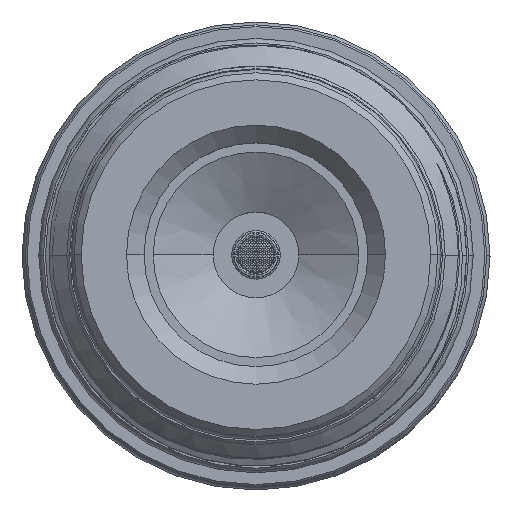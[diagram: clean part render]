
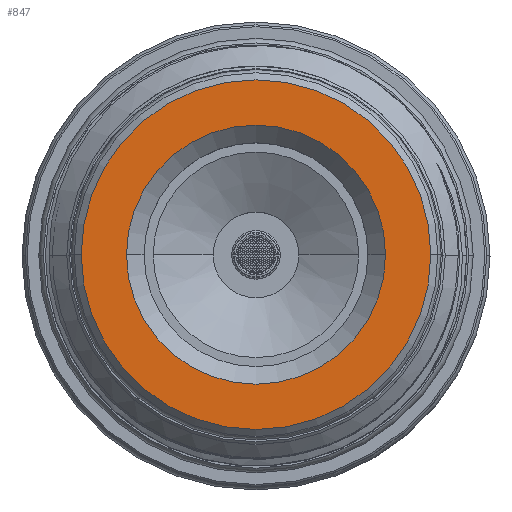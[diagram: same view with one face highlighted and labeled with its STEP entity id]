
A CAD part, top view. The second image highlights one B-rep face of the part: STEP entity #847.
In plain terms, the highlighted planar face has unit normal (0, 0, 1).
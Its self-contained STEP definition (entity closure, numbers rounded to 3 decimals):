
#346 = PLANE ( 'NONE',  #21783 ) ;
#847 = ADVANCED_FACE ( 'NONE', ( #10629, #42653 ), #346, .F. ) ;
#3449 = DIRECTION ( 'NONE',  ( -1., 0., 0. ) ) ;
#3705 = CARTESIAN_POINT ( 'NONE',  ( 0., 0., 89.528 ) ) ;
#7888 = DIRECTION ( 'NONE',  ( 0., 0., -1. ) ) ;
#8392 = AXIS2_PLACEMENT_3D ( 'NONE', #24050, #47743, #19973 ) ;
#10366 = AXIS2_PLACEMENT_3D ( 'NONE', #3705, #31755, #26666 ) ;
#10629 = FACE_BOUND ( 'NONE', #11357, .T. ) ;
#11357 = EDGE_LOOP ( 'NONE', ( #12645, #32211 ) ) ;
#12645 = ORIENTED_EDGE ( 'NONE', *, *, #50525, .T. ) ;
#13274 = AXIS2_PLACEMENT_3D ( 'NONE', #56743, #28992, #14915 ) ;
#14915 = DIRECTION ( 'NONE',  ( -1., 0., 0. ) ) ;
#18341 = CIRCLE ( 'NONE', #13274, 19.84 ) ;
#19308 = ORIENTED_EDGE ( 'NONE', *, *, #47968, .F. ) ;
#19336 = CARTESIAN_POINT ( 'NONE',  ( 14.7, 0., 89.528 ) ) ;
#19973 = DIRECTION ( 'NONE',  ( -1., 0., 0. ) ) ;
#20853 = CIRCLE ( 'NONE', #10366, 14.7 ) ;
#21486 = EDGE_CURVE ( 'NONE', #31644, #23874, #18341, .T. ) ;
#21783 = AXIS2_PLACEMENT_3D ( 'NONE', #32863, #23133, #42180 ) ;
#23133 = DIRECTION ( 'NONE',  ( 0., 0., -1. ) ) ;
#23874 = VERTEX_POINT ( 'NONE', #44094 ) ;
#24050 = CARTESIAN_POINT ( 'NONE',  ( 0., 0., 89.528 ) ) ;
#26666 = DIRECTION ( 'NONE',  ( -1., 0., 0. ) ) ;
#28992 = DIRECTION ( 'NONE',  ( 0., 0., -1. ) ) ;
#30726 = VERTEX_POINT ( 'NONE', #19336 ) ;
#31644 = VERTEX_POINT ( 'NONE', #34595 ) ;
#31755 = DIRECTION ( 'NONE',  ( 0., 0., -1. ) ) ;
#32211 = ORIENTED_EDGE ( 'NONE', *, *, #51610, .T. ) ;
#32863 = CARTESIAN_POINT ( 'NONE',  ( 0., 0., 89.528 ) ) ;
#34595 = CARTESIAN_POINT ( 'NONE',  ( -19.84, 0., 89.528 ) ) ;
#39861 = AXIS2_PLACEMENT_3D ( 'NONE', #44859, #7888, #3449 ) ;
#42180 = DIRECTION ( 'NONE',  ( -1., 0., 0. ) ) ;
#42397 = VERTEX_POINT ( 'NONE', #49817 ) ;
#42653 = FACE_OUTER_BOUND ( 'NONE', #47790, .T. ) ;
#44094 = CARTESIAN_POINT ( 'NONE',  ( 19.84, 0., 89.528 ) ) ;
#44859 = CARTESIAN_POINT ( 'NONE',  ( 0., 0., 89.528 ) ) ;
#46347 = CIRCLE ( 'NONE', #39861, 19.84 ) ;
#47743 = DIRECTION ( 'NONE',  ( 0., 0., -1. ) ) ;
#47790 = EDGE_LOOP ( 'NONE', ( #57398, #19308 ) ) ;
#47968 = EDGE_CURVE ( 'NONE', #23874, #31644, #46347, .T. ) ;
#49817 = CARTESIAN_POINT ( 'NONE',  ( -14.7, 0., 89.528 ) ) ;
#50525 = EDGE_CURVE ( 'NONE', #30726, #42397, #58613, .T. ) ;
#51610 = EDGE_CURVE ( 'NONE', #42397, #30726, #20853, .T. ) ;
#56743 = CARTESIAN_POINT ( 'NONE',  ( 0., 0., 89.528 ) ) ;
#57398 = ORIENTED_EDGE ( 'NONE', *, *, #21486, .F. ) ;
#58613 = CIRCLE ( 'NONE', #8392, 14.7 ) ;
